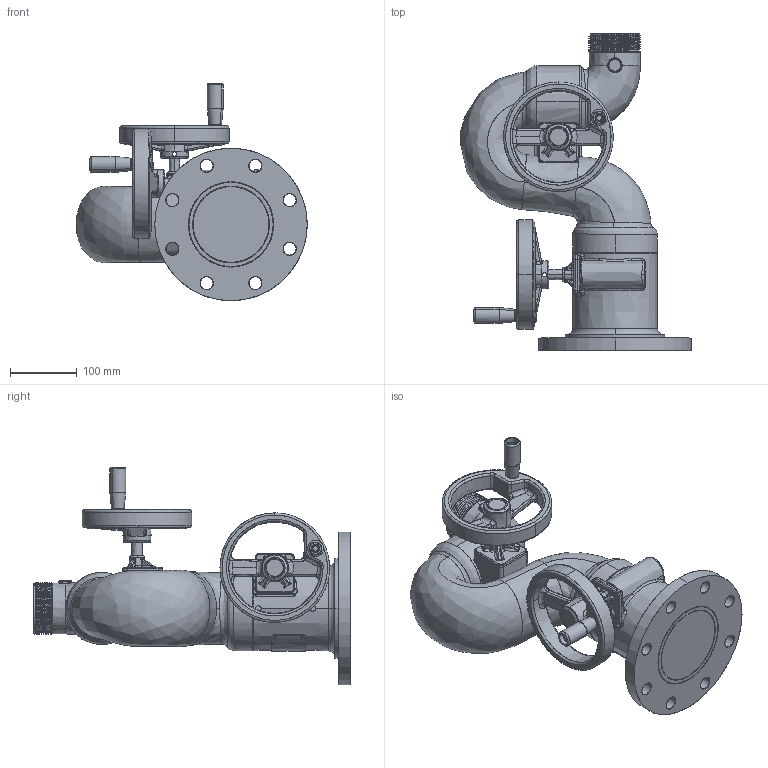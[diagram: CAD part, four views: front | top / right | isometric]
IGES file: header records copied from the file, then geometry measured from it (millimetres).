
Start section: SolidWorks IGES file using analytic representation for surfaces
Global section: file name: Vulcan-8500-03X wo nozzle.IGS; native system: SolidWorks 2010; preprocessor: SolidWorks 2010; author: Rick; date: 100719.105052; units: inch
Bounding box: 345.63 x 476.16 x 325.93 mm (x, y, z)
Surface area: 691875.5 mm2 (no closed solid volume)
Topology: 0 solids, 0 shells, 1151 faces, 16738 edges, 16673 vertices
Faces by surface type: bspline 694, revolution 457
